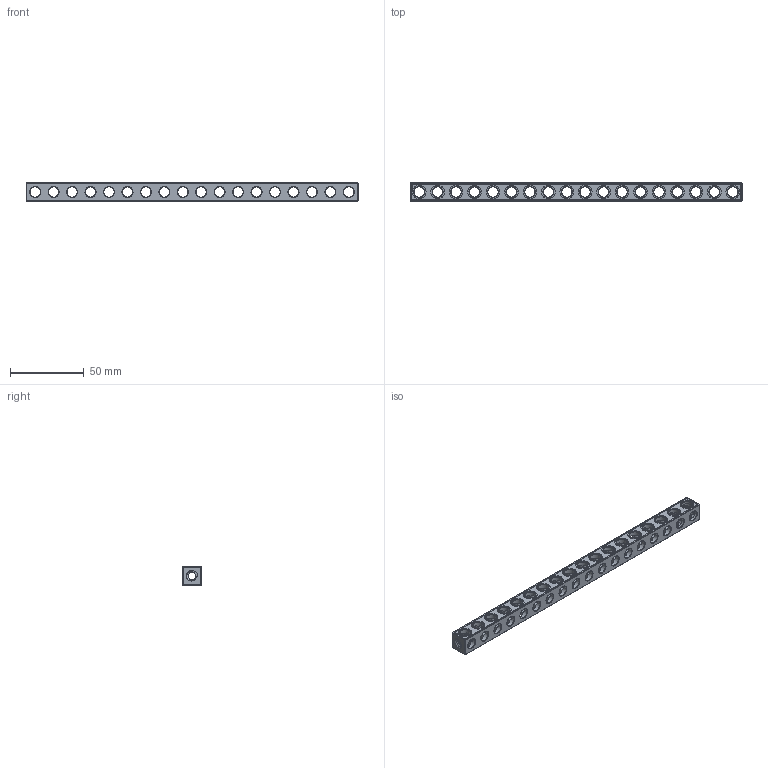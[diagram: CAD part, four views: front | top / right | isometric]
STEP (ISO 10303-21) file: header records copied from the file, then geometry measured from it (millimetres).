
FILE_DESCRIPTION(('FreeCAD Model'),'2;1');
FILE_NAME('Open CASCADE Shape Model','2021-07-01T22:49:19',( 'Paulo Kiefe'),('STEMFIE.org'),'Open CASCADE STEP processor 7.4', 'FreeCAD','Unknown');
FILE_SCHEMA(('AUTOMOTIVE_DESIGN { 1 0 10303 214 1 1 1 1 }'));
Products named in the file (1): Beam_STR_ESS_ERHRH_DE_BU18x01x01_-_SPN-BEM-0817_(stemfie.org)001
Bounding box: 225 x 12.5 x 12.5 mm (x, y, z)
Volume: 17705.2 mm3; surface area: 16200.6 mm2
Topology: 1 solids, 1 shells, 723 faces, 2241 edges, 1500 vertices
Faces by surface type: plane 364, extrusion 138, cylinder 113, cone 72, bspline 36
Full cylindrical faces by diameter (mm): 7 x93, 9.2 x18
Entity records: 95549 total; most frequent: CARTESIAN_POINT 54086, DIRECTION 6591, ORIENTED_EDGE 4482, PCURVE 4482, DEFINITIONAL_REPRESENTATION 4482, VECTOR 4289, LINE 4151, EDGE_CURVE 2241
